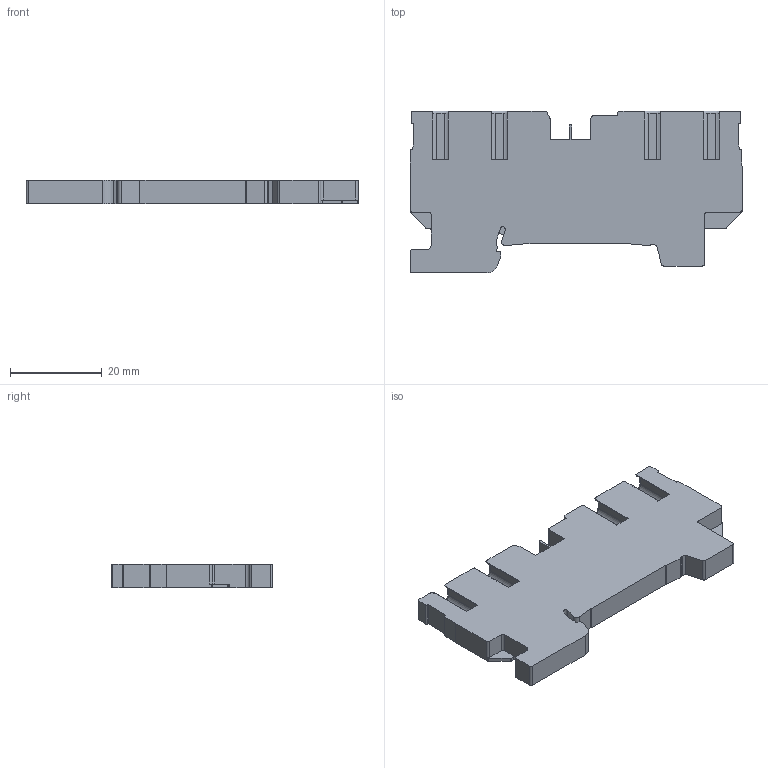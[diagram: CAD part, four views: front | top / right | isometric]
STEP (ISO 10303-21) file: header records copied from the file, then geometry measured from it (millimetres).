
FILE_DESCRIPTION((''),'2;1');
FILE_NAME('27011_PSL2-5_4A','2019-07-18T',('Christian Carl'),(''),'CREO PARAMETRIC BY PTC INC, 2016380','CREO PARAMETRIC BY PTC INC, 2016380','');
FILE_SCHEMA(('CONFIG_CONTROL_DESIGN'));
Length unit declared in the file: millimetre
Products named in the file (1): 27011_PSL2-5_4A
Bounding box: 72.2 x 35.2 x 5.1 mm (x, y, z)
Volume: 8831.4 mm3; surface area: 6977 mm2
Topology: 1 solids, 1 shells, 305 faces, 859 edges, 564 vertices
Faces by surface type: plane 203, cylinder 86, cone 16
Entity records: 9870 total; most frequent: CARTESIAN_POINT 1798, ORIENTED_EDGE 1718, DIRECTION 1643, EDGE_CURVE 859, VECTOR 651, LINE 651, VERTEX_POINT 564, AXIS2_PLACEMENT_3D 496
